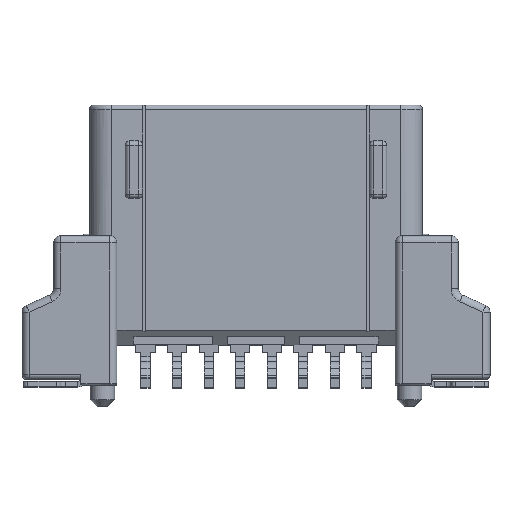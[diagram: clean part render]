
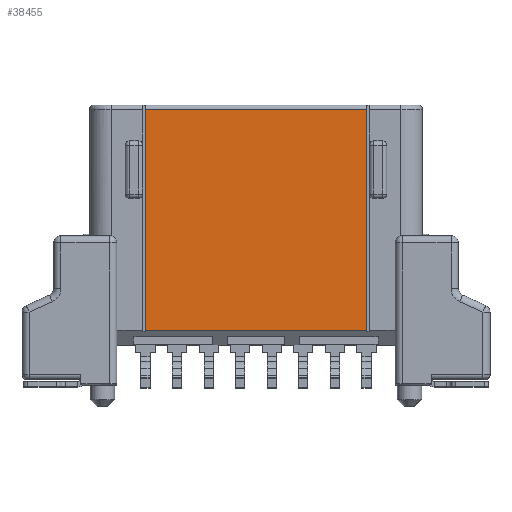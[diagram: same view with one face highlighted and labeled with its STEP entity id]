
A CAD part, top view. The second image highlights one B-rep face of the part: STEP entity #38455.
In plain terms, the highlighted planar face has unit normal (0, 0, 1).
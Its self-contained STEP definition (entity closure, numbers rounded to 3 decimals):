
#8486=DIRECTION('',(0.,1.,0.));
#8487=VECTOR('',#8486,15.4);
#8488=CARTESIAN_POINT('',(-7.7,-1.7,5.8));
#8489=LINE('',#8488,#8487);
#8490=DIRECTION('',(1.,0.,0.));
#8491=VECTOR('',#8490,15.4);
#8492=CARTESIAN_POINT('',(-7.7,13.7,5.8));
#8493=LINE('',#8492,#8491);
#8494=DIRECTION('',(0.,1.,0.));
#8495=VECTOR('',#8494,15.4);
#8496=CARTESIAN_POINT('',(7.7,-1.7,5.8));
#8497=LINE('',#8496,#8495);
#8498=DIRECTION('',(1.,0.,0.));
#8499=VECTOR('',#8498,15.4);
#8500=CARTESIAN_POINT('',(-7.7,-1.7,5.8));
#8501=LINE('',#8500,#8499);
#25566=CARTESIAN_POINT('',(-7.7,-1.7,5.8));
#25567=CARTESIAN_POINT('',(-7.7,13.7,5.8));
#25568=VERTEX_POINT('',#25566);
#25569=VERTEX_POINT('',#25567);
#25586=CARTESIAN_POINT('',(7.7,-1.7,5.8));
#25587=CARTESIAN_POINT('',(7.7,13.7,5.8));
#25588=VERTEX_POINT('',#25586);
#25589=VERTEX_POINT('',#25587);
#38442=CARTESIAN_POINT('',(-11.6,-1.7,5.8));
#38443=DIRECTION('',(0.,0.,1.));
#38444=DIRECTION('',(1.,0.,0.));
#38445=AXIS2_PLACEMENT_3D('',#38442,#38443,#38444);
#38446=PLANE('',#38445);
#38447=ORIENTED_EDGE('',*,*,#38432,.T.);
#38449=ORIENTED_EDGE('',*,*,#38448,.T.);
#38451=ORIENTED_EDGE('',*,*,#38450,.F.);
#38452=ORIENTED_EDGE('',*,*,#38234,.F.);
#38453=EDGE_LOOP('',(#38447,#38449,#38451,#38452));
#38454=FACE_OUTER_BOUND('',#38453,.F.);
#38455=ADVANCED_FACE('',(#38454),#38446,.T.);
#38234=EDGE_CURVE('',#25568,#25588,#8501,.T.);
#38432=EDGE_CURVE('',#25568,#25569,#8489,.T.);
#38448=EDGE_CURVE('',#25569,#25589,#8493,.T.);
#38450=EDGE_CURVE('',#25588,#25589,#8497,.T.);
